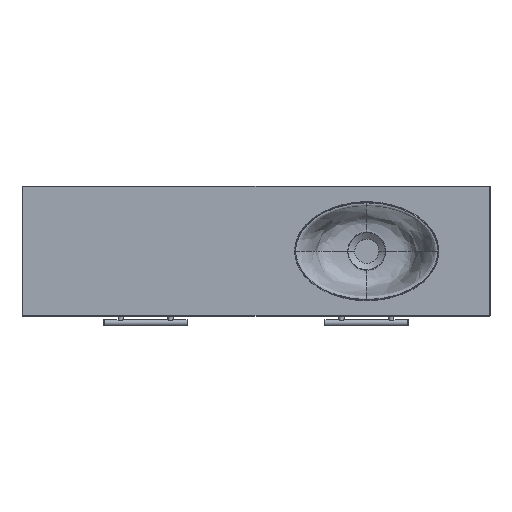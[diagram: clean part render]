
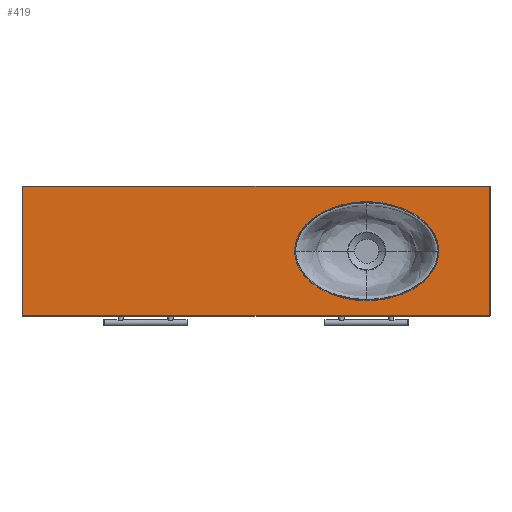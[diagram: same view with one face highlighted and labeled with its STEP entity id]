
A CAD part, top view. The second image highlights one B-rep face of the part: STEP entity #419.
In plain terms, the highlighted face is planar.
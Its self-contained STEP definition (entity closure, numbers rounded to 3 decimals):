
#38=(
BOUNDED_CURVE()
B_SPLINE_CURVE(3,(#4024,#4025,#4026,#4027),.UNSPECIFIED.,.F.,.F.)
B_SPLINE_CURVE_WITH_KNOTS((4,4),(0.,630.),.UNSPECIFIED.)
CURVE()
GEOMETRIC_REPRESENTATION_ITEM()
RATIONAL_B_SPLINE_CURVE((1.,0.333,0.333,1.))
REPRESENTATION_ITEM('')
);
#40=(
BOUNDED_CURVE()
B_SPLINE_CURVE(3,(#4104,#4105,#4106,#4107),.UNSPECIFIED.,.F.,.F.)
B_SPLINE_CURVE_WITH_KNOTS((4,4),(0.,630.),.UNSPECIFIED.)
CURVE()
GEOMETRIC_REPRESENTATION_ITEM()
RATIONAL_B_SPLINE_CURVE((1.,0.333,0.333,1.))
REPRESENTATION_ITEM('')
);
#190=FACE_BOUND('',#752,.T.);
#419=ADVANCED_FACE('',(#584,#190),#2478,.T.);
#584=FACE_OUTER_BOUND('',#751,.T.);
#751=EDGE_LOOP('',(#1198,#1199,#1200,#1201));
#752=EDGE_LOOP('',(#1202,#1203));
#1198=ORIENTED_EDGE('',*,*,#1732,.T.);
#1199=ORIENTED_EDGE('',*,*,#1730,.T.);
#1200=ORIENTED_EDGE('',*,*,#1731,.T.);
#1201=ORIENTED_EDGE('',*,*,#1726,.F.);
#1202=ORIENTED_EDGE('',*,*,#1748,.T.);
#1203=ORIENTED_EDGE('',*,*,#1710,.T.);
#1710=EDGE_CURVE('',#2300,#2301,#38,.T.);
#1726=EDGE_CURVE('',#2316,#2317,#2064,.T.);
#1730=EDGE_CURVE('',#2320,#2321,#2068,.T.);
#1731=EDGE_CURVE('',#2321,#2317,#2069,.T.);
#1732=EDGE_CURVE('',#2316,#2320,#2070,.T.);
#1748=EDGE_CURVE('',#2301,#2300,#40,.T.);
#2064=B_SPLINE_CURVE_WITH_KNOTS('',1,(#4060,#4061),.UNSPECIFIED.,.F.,.F.,
(2,2),(0.,898.),.UNSPECIFIED.);
#2068=B_SPLINE_CURVE_WITH_KNOTS('',1,(#4068,#4069),.UNSPECIFIED.,.F.,.F.,
(2,2),(0.,898.),.UNSPECIFIED.);
#2069=B_SPLINE_CURVE_WITH_KNOTS('',1,(#4070,#4071),.UNSPECIFIED.,.F.,.F.,
(2,2),(0.,249.),.UNSPECIFIED.);
#2070=B_SPLINE_CURVE_WITH_KNOTS('',1,(#4072,#4073),.UNSPECIFIED.,.F.,.F.,
(2,2),(0.,249.),.UNSPECIFIED.);
#2300=VERTEX_POINT('',#3992);
#2301=VERTEX_POINT('',#3993);
#2316=VERTEX_POINT('',#4008);
#2317=VERTEX_POINT('',#4009);
#2320=VERTEX_POINT('',#4012);
#2321=VERTEX_POINT('',#4013);
#2478=PLANE('',#2785);
#2785=AXIS2_PLACEMENT_3D('',#3787,#2928,$);
#2928=DIRECTION('',(0.,1.,0.));
#3787=CARTESIAN_POINT('',(-538.8,90.,-216.));
#3992=CARTESIAN_POINT('',(348.,90.,0.));
#3993=CARTESIAN_POINT('',(78.,90.,0.));
#4008=CARTESIAN_POINT('',(-449.,90.,-125.));
#4009=CARTESIAN_POINT('',(449.,90.,-125.));
#4012=CARTESIAN_POINT('',(-449.,90.,124.));
#4013=CARTESIAN_POINT('',(449.,90.,124.));
#4024=CARTESIAN_POINT('',(348.,90.,0.));
#4025=CARTESIAN_POINT('',(348.,90.,180.));
#4026=CARTESIAN_POINT('',(78.,90.,180.));
#4027=CARTESIAN_POINT('',(78.,90.,0.));
#4060=CARTESIAN_POINT('',(-449.,90.,-125.));
#4061=CARTESIAN_POINT('',(449.,90.,-125.));
#4068=CARTESIAN_POINT('',(-449.,90.,124.));
#4069=CARTESIAN_POINT('',(449.,90.,124.));
#4070=CARTESIAN_POINT('',(449.,90.,124.));
#4071=CARTESIAN_POINT('',(449.,90.,-125.));
#4072=CARTESIAN_POINT('',(-449.,90.,-125.));
#4073=CARTESIAN_POINT('',(-449.,90.,124.));
#4104=CARTESIAN_POINT('',(78.,90.,0.));
#4105=CARTESIAN_POINT('',(78.,90.,-180.));
#4106=CARTESIAN_POINT('',(348.,90.,-180.));
#4107=CARTESIAN_POINT('',(348.,90.,0.));
